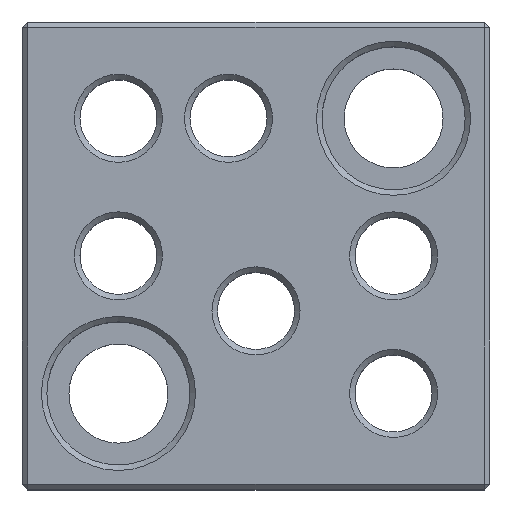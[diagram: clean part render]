
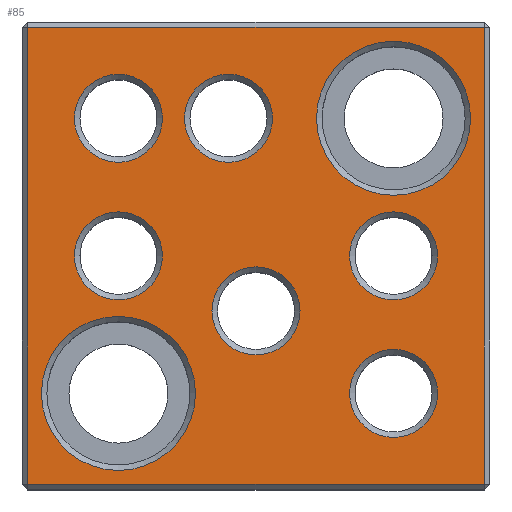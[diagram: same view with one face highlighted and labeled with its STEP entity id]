
A CAD part, top view. The second image highlights one B-rep face of the part: STEP entity #85.
In plain terms, the highlighted planar face has unit normal (0, 0, 1).
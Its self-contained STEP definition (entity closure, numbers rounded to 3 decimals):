
#85 = ADVANCED_FACE( '', ( #163, #164, #165, #166, #167, #168, #169, #170, #171 ), #172, .F. );
#163 = FACE_BOUND( '', #315, .T. );
#164 = FACE_BOUND( '', #316, .T. );
#165 = FACE_BOUND( '', #317, .T. );
#166 = FACE_BOUND( '', #318, .T. );
#167 = FACE_BOUND( '', #319, .T. );
#168 = FACE_BOUND( '', #320, .T. );
#169 = FACE_BOUND( '', #321, .T. );
#170 = FACE_BOUND( '', #322, .T. );
#171 = FACE_OUTER_BOUND( '', #323, .T. );
#172 = PLANE( '', #324 );
#315 = EDGE_LOOP( '', ( #501 ) );
#316 = EDGE_LOOP( '', ( #502 ) );
#317 = EDGE_LOOP( '', ( #503 ) );
#318 = EDGE_LOOP( '', ( #504 ) );
#319 = EDGE_LOOP( '', ( #505 ) );
#320 = EDGE_LOOP( '', ( #506 ) );
#321 = EDGE_LOOP( '', ( #507 ) );
#322 = EDGE_LOOP( '', ( #508 ) );
#323 = EDGE_LOOP( '', ( #509, #510, #511, #512 ) );
#324 = AXIS2_PLACEMENT_3D( '', #513, #514, #515 );
#501 = ORIENTED_EDGE( '', *, *, #791, .T. );
#502 = ORIENTED_EDGE( '', *, *, #793, .T. );
#503 = ORIENTED_EDGE( '', *, *, #795, .T. );
#504 = ORIENTED_EDGE( '', *, *, #796, .T. );
#505 = ORIENTED_EDGE( '', *, *, #797, .T. );
#506 = ORIENTED_EDGE( '', *, *, #798, .T. );
#507 = ORIENTED_EDGE( '', *, *, #799, .T. );
#508 = ORIENTED_EDGE( '', *, *, #769, .T. );
#509 = ORIENTED_EDGE( '', *, *, #800, .T. );
#510 = ORIENTED_EDGE( '', *, *, #801, .T. );
#511 = ORIENTED_EDGE( '', *, *, #802, .T. );
#512 = ORIENTED_EDGE( '', *, *, #803, .T. );
#513 = CARTESIAN_POINT( '', ( -42.5, -42.5, 30. ) );
#514 = DIRECTION( '', ( 0., 0., -1. ) );
#515 = DIRECTION( '', ( -1., 0., 0. ) );
#769 = EDGE_CURVE( '', #858, #858, #859, .T. );
#791 = EDGE_CURVE( '', #899, #899, #900, .T. );
#793 = EDGE_CURVE( '', #903, #903, #904, .T. );
#795 = EDGE_CURVE( '', #907, #907, #908, .T. );
#796 = EDGE_CURVE( '', #909, #909, #910, .T. );
#797 = EDGE_CURVE( '', #911, #911, #912, .T. );
#798 = EDGE_CURVE( '', #913, #913, #914, .T. );
#799 = EDGE_CURVE( '', #915, #915, #916, .T. );
#800 = EDGE_CURVE( '', #917, #918, #919, .T. );
#801 = EDGE_CURVE( '', #918, #920, #921, .T. );
#802 = EDGE_CURVE( '', #920, #922, #923, .T. );
#803 = EDGE_CURVE( '', #922, #917, #924, .T. );
#858 = VERTEX_POINT( '', #1006 );
#859 = CIRCLE( '', #1007, 8. );
#899 = VERTEX_POINT( '', #1058 );
#900 = CIRCLE( '', #1059, 14. );
#903 = VERTEX_POINT( '', #1062 );
#904 = CIRCLE( '', #1063, 8. );
#907 = VERTEX_POINT( '', #1066 );
#908 = CIRCLE( '', #1067, 8. );
#909 = VERTEX_POINT( '', #1068 );
#910 = CIRCLE( '', #1069, 8. );
#911 = VERTEX_POINT( '', #1070 );
#912 = CIRCLE( '', #1071, 8. );
#913 = VERTEX_POINT( '', #1072 );
#914 = CIRCLE( '', #1073, 14. );
#915 = VERTEX_POINT( '', #1074 );
#916 = CIRCLE( '', #1075, 8. );
#917 = VERTEX_POINT( '', #1076 );
#918 = VERTEX_POINT( '', #1077 );
#919 = LINE( '', #1078, #1079 );
#920 = VERTEX_POINT( '', #1080 );
#921 = LINE( '', #1081, #1082 );
#922 = VERTEX_POINT( '', #1083 );
#923 = LINE( '', #1084, #1085 );
#924 = LINE( '', #1086, #1087 );
#1006 = CARTESIAN_POINT( '', ( 17., -25., 30. ) );
#1007 = AXIS2_PLACEMENT_3D( '', #1191, #1192, #1193 );
#1058 = CARTESIAN_POINT( '', ( -39., -25., 30. ) );
#1059 = AXIS2_PLACEMENT_3D( '', #1235, #1236, #1237 );
#1062 = CARTESIAN_POINT( '', ( -33., 25., 30. ) );
#1063 = AXIS2_PLACEMENT_3D( '', #1241, #1242, #1243 );
#1066 = CARTESIAN_POINT( '', ( -33., 0., 30. ) );
#1067 = AXIS2_PLACEMENT_3D( '', #1247, #1248, #1249 );
#1068 = CARTESIAN_POINT( '', ( -8., -10., 30. ) );
#1069 = AXIS2_PLACEMENT_3D( '', #1250, #1251, #1252 );
#1070 = CARTESIAN_POINT( '', ( -13., 25., 30. ) );
#1071 = AXIS2_PLACEMENT_3D( '', #1253, #1254, #1255 );
#1072 = CARTESIAN_POINT( '', ( 11., 25., 30. ) );
#1073 = AXIS2_PLACEMENT_3D( '', #1256, #1257, #1258 );
#1074 = CARTESIAN_POINT( '', ( 17., 0., 30. ) );
#1075 = AXIS2_PLACEMENT_3D( '', #1259, #1260, #1261 );
#1076 = CARTESIAN_POINT( '', ( 41.5, -41.5, 30. ) );
#1077 = CARTESIAN_POINT( '', ( 41.5, 41.5, 30. ) );
#1078 = CARTESIAN_POINT( '', ( 41.5, 42.5, 30. ) );
#1079 = VECTOR( '', #1262, 1000. );
#1080 = CARTESIAN_POINT( '', ( -41.5, 41.5, 30. ) );
#1081 = CARTESIAN_POINT( '', ( -42.5, 41.5, 30. ) );
#1082 = VECTOR( '', #1263, 1000. );
#1083 = CARTESIAN_POINT( '', ( -41.5, -41.5, 30. ) );
#1084 = CARTESIAN_POINT( '', ( -41.5, -42.5, 30. ) );
#1085 = VECTOR( '', #1264, 1000. );
#1086 = CARTESIAN_POINT( '', ( 42.5, -41.5, 30. ) );
#1087 = VECTOR( '', #1265, 1000. );
#1191 = CARTESIAN_POINT( '', ( 25., -25., 30. ) );
#1192 = DIRECTION( '', ( 0., 0., -1. ) );
#1193 = DIRECTION( '', ( -1., 0., 0. ) );
#1235 = CARTESIAN_POINT( '', ( -25., -25., 30. ) );
#1236 = DIRECTION( '', ( 0., 0., -1. ) );
#1237 = DIRECTION( '', ( -1., 0., 0. ) );
#1241 = CARTESIAN_POINT( '', ( -25., 25., 30. ) );
#1242 = DIRECTION( '', ( 0., 0., -1. ) );
#1243 = DIRECTION( '', ( -1., 0., 0. ) );
#1247 = CARTESIAN_POINT( '', ( -25., 0., 30. ) );
#1248 = DIRECTION( '', ( 0., 0., -1. ) );
#1249 = DIRECTION( '', ( -1., 0., 0. ) );
#1250 = CARTESIAN_POINT( '', ( 0., -10., 30. ) );
#1251 = DIRECTION( '', ( 0., 0., -1. ) );
#1252 = DIRECTION( '', ( -1., 0., 0. ) );
#1253 = CARTESIAN_POINT( '', ( -5., 25., 30. ) );
#1254 = DIRECTION( '', ( 0., 0., -1. ) );
#1255 = DIRECTION( '', ( -1., 0., 0. ) );
#1256 = CARTESIAN_POINT( '', ( 25., 25., 30. ) );
#1257 = DIRECTION( '', ( 0., 0., -1. ) );
#1258 = DIRECTION( '', ( -1., 0., 0. ) );
#1259 = CARTESIAN_POINT( '', ( 25., 0., 30. ) );
#1260 = DIRECTION( '', ( 0., 0., -1. ) );
#1261 = DIRECTION( '', ( -1., 0., 0. ) );
#1262 = DIRECTION( '', ( 0., 1., 0. ) );
#1263 = DIRECTION( '', ( -1., 0., 0. ) );
#1264 = DIRECTION( '', ( 0., -1., 0. ) );
#1265 = DIRECTION( '', ( 1., 0., 0. ) );
